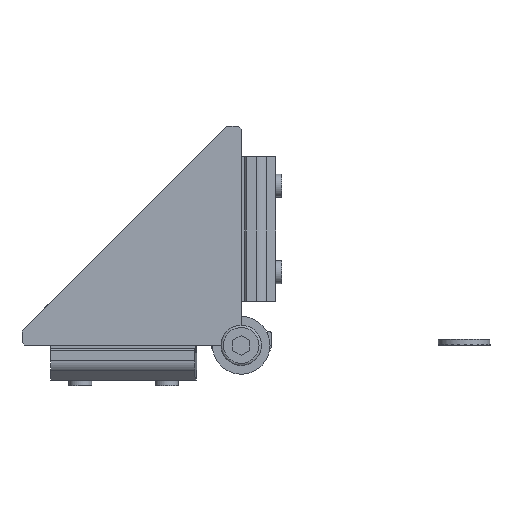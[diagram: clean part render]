
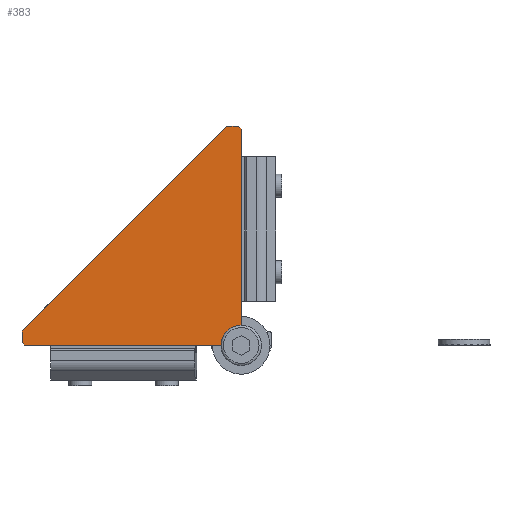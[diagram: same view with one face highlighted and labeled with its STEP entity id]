
A CAD part, left-side view. The second image highlights one B-rep face of the part: STEP entity #383.
In plain terms, the highlighted planar face has unit normal (-1, 0, 0).
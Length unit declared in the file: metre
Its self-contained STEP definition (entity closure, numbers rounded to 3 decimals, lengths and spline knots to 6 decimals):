
#383 = ADVANCED_FACE( '', ( #1393 ), #1394, .F. );
#1393 = FACE_OUTER_BOUND( '', #3345, .T. );
#1394 = PLANE( '', #3346 );
#3345 = EDGE_LOOP( '', ( #5517, #5518, #5519, #5520, #5521, #5522, #5523, #5524 ) );
#3346 = AXIS2_PLACEMENT_3D( '', #5525, #5526, #5527 );
#5517 = ORIENTED_EDGE( '', *, *, #13663, .F. );
#5518 = ORIENTED_EDGE( '', *, *, #13664, .F. );
#5519 = ORIENTED_EDGE( '', *, *, #13557, .F. );
#5520 = ORIENTED_EDGE( '', *, *, #13665, .F. );
#5521 = ORIENTED_EDGE( '', *, *, #13623, .F. );
#5522 = ORIENTED_EDGE( '', *, *, #13666, .F. );
#5523 = ORIENTED_EDGE( '', *, *, #13591, .F. );
#5524 = ORIENTED_EDGE( '', *, *, #13534, .F. );
#5525 = CARTESIAN_POINT( '', ( -0.009, 0.001, 0.001 ) );
#5526 = DIRECTION( '', ( 1., 0., 0. ) );
#5527 = DIRECTION( '', ( 0., 1., 0. ) );
#13534 = EDGE_CURVE( '', #16267, #16269, #16270, .T. );
#13557 = EDGE_CURVE( '', #16310, #16312, #16313, .T. );
#13591 = EDGE_CURVE( '', #16269, #16371, #16372, .T. );
#13623 = EDGE_CURVE( '', #16427, #16429, #16430, .T. );
#13663 = EDGE_CURVE( '', #16495, #16267, #16497, .T. );
#13664 = EDGE_CURVE( '', #16312, #16495, #16498, .T. );
#13665 = EDGE_CURVE( '', #16429, #16310, #16499, .T. );
#13666 = EDGE_CURVE( '', #16371, #16427, #16500, .T. );
#16267 = VERTEX_POINT( '', #20803 );
#16269 = VERTEX_POINT( '', #20806 );
#16270 = LINE( '', #20807, #20808 );
#16310 = VERTEX_POINT( '', #20869 );
#16312 = VERTEX_POINT( '', #20872 );
#16313 = LINE( '', #20873, #20874 );
#16371 = VERTEX_POINT( '', #20963 );
#16372 = LINE( '', #20964, #20965 );
#16427 = VERTEX_POINT( '', #21050 );
#16429 = VERTEX_POINT( '', #21053 );
#16430 = LINE( '', #21054, #21055 );
#16495 = VERTEX_POINT( '', #21157 );
#16497 = LINE( '', #21160, #21161 );
#16498 = LINE( '', #21162, #21163 );
#16499 = LINE( '', #21164, #21165 );
#16500 = CIRCLE( '', #21166, 0.001 );
#20803 = CARTESIAN_POINT( '', ( -0.009, 0.0005, 0.038 ) );
#20806 = CARTESIAN_POINT( '', ( -0.009, 0., 0.0375 ) );
#20807 = CARTESIAN_POINT( '', ( -0.009, 0.0005, 0.038 ) );
#20808 = VECTOR( '', #27289, 1. );
#20869 = CARTESIAN_POINT( '', ( -0.009, 0.038, 0.0005 ) );
#20872 = CARTESIAN_POINT( '', ( -0.009, 0.038, 0.0025 ) );
#20873 = CARTESIAN_POINT( '', ( -0.009, 0.038, 0.0005 ) );
#20874 = VECTOR( '', #27312, 1. );
#20963 = CARTESIAN_POINT( '', ( -0.009, 0., 0.001 ) );
#20964 = CARTESIAN_POINT( '', ( -0.009, 0., 0.0375 ) );
#20965 = VECTOR( '', #27350, 1. );
#21050 = CARTESIAN_POINT( '', ( -0.009, 0.001, 0. ) );
#21053 = CARTESIAN_POINT( '', ( -0.009, 0.0375, 0. ) );
#21054 = CARTESIAN_POINT( '', ( -0.009, 0.001, 0. ) );
#21055 = VECTOR( '', #27382, 1. );
#21157 = CARTESIAN_POINT( '', ( -0.009, 0.0025, 0.038 ) );
#21160 = CARTESIAN_POINT( '', ( -0.009, 0.0025, 0.038 ) );
#21161 = VECTOR( '', #27424, 1. );
#21162 = CARTESIAN_POINT( '', ( -0.009, 0.038, 0.0025 ) );
#21163 = VECTOR( '', #27425, 1. );
#21164 = CARTESIAN_POINT( '', ( -0.009, 0.0375, 0. ) );
#21165 = VECTOR( '', #27426, 1. );
#21166 = AXIS2_PLACEMENT_3D( '', #27427, #27428, #27429 );
#27289 = DIRECTION( '', ( 0., -0.707, -0.707 ) );
#27312 = DIRECTION( '', ( 0., 0., 1. ) );
#27350 = DIRECTION( '', ( 0., 0., -1. ) );
#27382 = DIRECTION( '', ( 0., 1., 0. ) );
#27424 = DIRECTION( '', ( 0., -1., 0. ) );
#27425 = DIRECTION( '', ( 0., -0.707, 0.707 ) );
#27426 = DIRECTION( '', ( 0., 0.707, 0.707 ) );
#27427 = CARTESIAN_POINT( '', ( -0.009, 0.001, 0.001 ) );
#27428 = DIRECTION( '', ( 1., 0., 0. ) );
#27429 = DIRECTION( '', ( 0., 0., -1. ) );
